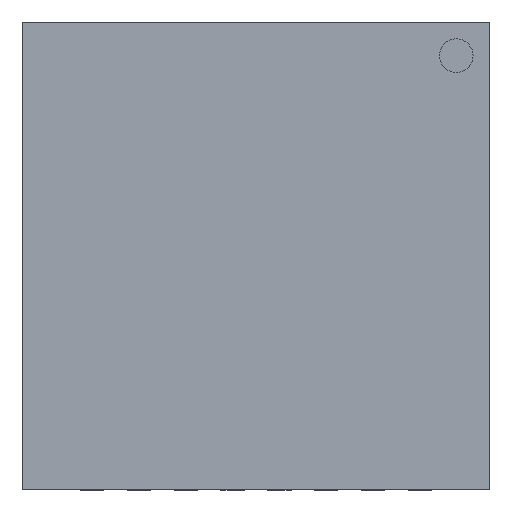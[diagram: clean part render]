
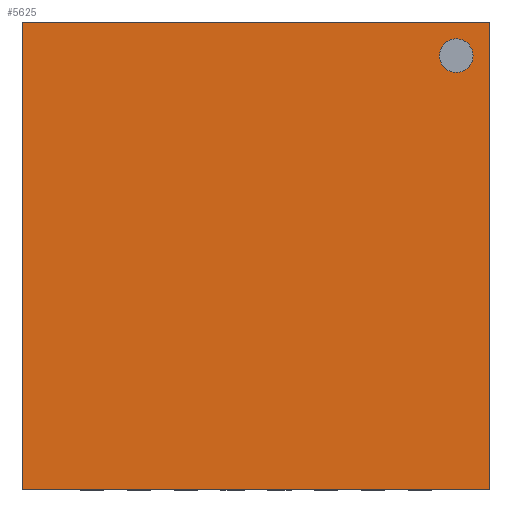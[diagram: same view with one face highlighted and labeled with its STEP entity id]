
A CAD part, top view. The second image highlights one B-rep face of the part: STEP entity #5625.
In plain terms, the highlighted planar face has unit normal (0, 0, 1).
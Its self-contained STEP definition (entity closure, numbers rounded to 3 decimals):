
#87=FACE_BOUND('',#760,.T.);
#151=CIRCLE('',#6061,0.18);
#424=FACE_OUTER_BOUND('',#759,.T.);
#759=EDGE_LOOP('',(#4442,#4443,#4444,#4445));
#760=EDGE_LOOP('',(#4446));
#1167=LINE('',#8457,#1835);
#1281=LINE('',#8717,#1949);
#1299=LINE('',#8761,#1967);
#1300=LINE('',#8763,#1968);
#1835=VECTOR('',#6768,10.);
#1949=VECTOR('',#7044,10.);
#1967=VECTOR('',#7094,10.);
#1968=VECTOR('',#7097,10.);
#2488=VERTEX_POINT('',#8454);
#2489=VERTEX_POINT('',#8456);
#2554=VERTEX_POINT('',#8716);
#2555=VERTEX_POINT('',#8720);
#2564=VERTEX_POINT('',#8759);
#3082=EDGE_CURVE('',#2489,#2488,#1167,.T.);
#3212=EDGE_CURVE('',#2554,#2489,#1281,.T.);
#3214=EDGE_CURVE('',#2555,#2555,#151,.T.);
#3233=EDGE_CURVE('',#2488,#2564,#1299,.T.);
#3234=EDGE_CURVE('',#2564,#2554,#1300,.T.);
#4442=ORIENTED_EDGE('',*,*,#3234,.T.);
#4443=ORIENTED_EDGE('',*,*,#3212,.T.);
#4444=ORIENTED_EDGE('',*,*,#3082,.T.);
#4445=ORIENTED_EDGE('',*,*,#3233,.T.);
#4446=ORIENTED_EDGE('',*,*,#3214,.T.);
#5323=PLANE('',#6077);
#5625=ADVANCED_FACE('',(#424,#87),#5323,.T.);
#6061=AXIS2_PLACEMENT_3D('',#8721,#7048,#7049);
#6077=AXIS2_PLACEMENT_3D('',#8764,#7098,#7099);
#6768=DIRECTION('',(-1.,0.,0.));
#7044=DIRECTION('',(0.,1.,0.));
#7048=DIRECTION('center_axis',(0.,0.,-1.));
#7049=DIRECTION('ref_axis',(-1.,0.,0.));
#7094=DIRECTION('',(0.,-1.,0.));
#7097=DIRECTION('',(1.,0.,0.));
#7098=DIRECTION('center_axis',(0.,0.,1.));
#7099=DIRECTION('ref_axis',(1.,0.,0.));
#8454=CARTESIAN_POINT('',(-2.5,2.5,0.85));
#8456=CARTESIAN_POINT('',(2.5,2.5,0.85));
#8457=CARTESIAN_POINT('',(-2.5,2.5,0.85));
#8716=CARTESIAN_POINT('',(2.5,-2.5,0.85));
#8717=CARTESIAN_POINT('',(2.5,2.5,0.85));
#8720=CARTESIAN_POINT('',(2.32,2.14,0.85));
#8721=CARTESIAN_POINT('Origin',(2.14,2.14,0.85));
#8759=CARTESIAN_POINT('',(-2.5,-2.5,0.85));
#8761=CARTESIAN_POINT('',(-2.5,-2.5,0.85));
#8763=CARTESIAN_POINT('',(2.5,-2.5,0.85));
#8764=CARTESIAN_POINT('Origin',(0.,0.,0.85));
